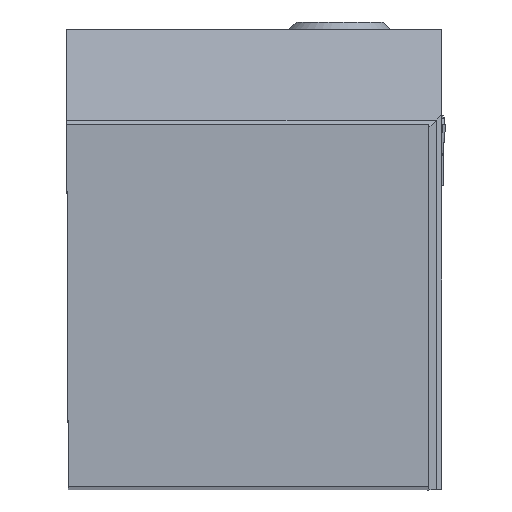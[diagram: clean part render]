
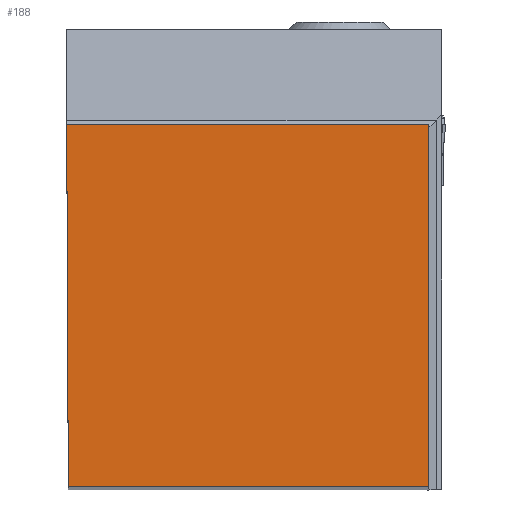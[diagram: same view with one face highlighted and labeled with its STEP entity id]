
A CAD part, top view. The second image highlights one B-rep face of the part: STEP entity #188.
In plain terms, the highlighted planar face has unit normal (0, 0, 1).
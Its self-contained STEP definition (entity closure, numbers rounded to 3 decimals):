
#188=ADVANCED_FACE('BLANK_BOXF006',(#312),#240,.F.);
#240=PLANE('',#1633);
#312=FACE_OUTER_BOUND('',#387,.T.);
#387=EDGE_LOOP('',(#718,#719,#720,#721));
#718=ORIENTED_EDGE('',*,*,#1119,.T.);
#719=ORIENTED_EDGE('',*,*,#1120,.T.);
#720=ORIENTED_EDGE('',*,*,#1121,.T.);
#721=ORIENTED_EDGE('',*,*,#1113,.T.);
#929=VERTEX_POINT('',#2836);
#930=VERTEX_POINT('',#2838);
#933=VERTEX_POINT('',#2849);
#934=VERTEX_POINT('',#2851);
#1113=EDGE_CURVE('',#930,#929,#1265,.T.);
#1119=EDGE_CURVE('',#929,#933,#1271,.T.);
#1120=EDGE_CURVE('',#933,#934,#1272,.T.);
#1121=EDGE_CURVE('',#934,#930,#1273,.T.);
#1265=LINE('',#2837,#1431);
#1271=LINE('',#2848,#1437);
#1272=LINE('',#2850,#1438);
#1273=LINE('',#2852,#1439);
#1431=VECTOR('',#1894,1.);
#1437=VECTOR('',#1904,1.);
#1438=VECTOR('',#1905,1.);
#1439=VECTOR('',#1906,1.);
#1633=AXIS2_PLACEMENT_3D('',#2853,#1907,#1908);
#1894=DIRECTION('',(1.,0.,0.));
#1904=DIRECTION('',(0.,1.,0.));
#1905=DIRECTION('',(-1.,0.,0.));
#1906=DIRECTION('',(0.004,-1.,0.));
#1907=DIRECTION('',(0.,0.,-1.));
#1908=DIRECTION('',(0.,-1.,0.));
#2836=CARTESIAN_POINT('',(24.875,0.,0.));
#2837=CARTESIAN_POINT('',(-150.65,0.,0.));
#2838=CARTESIAN_POINT('',(0.109,0.,0.));
#2848=CARTESIAN_POINT('',(24.875,-150.65,0.));
#2849=CARTESIAN_POINT('',(24.875,24.875,0.));
#2850=CARTESIAN_POINT('',(150.65,24.875,0.));
#2851=CARTESIAN_POINT('',(0.,24.875,0.));
#2852=CARTESIAN_POINT('',(-0.549,150.649,0.));
#2853=CARTESIAN_POINT('',(25.75,-5.,0.));
